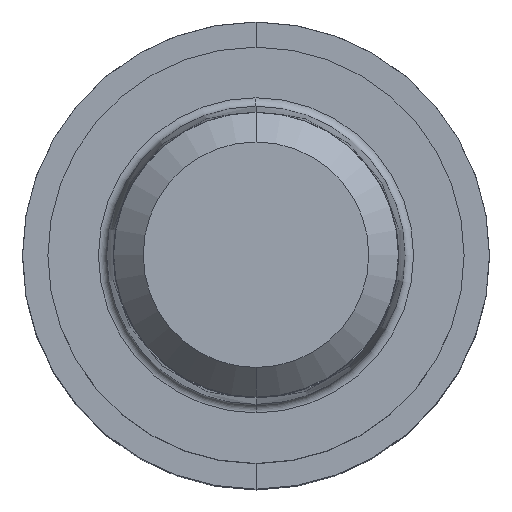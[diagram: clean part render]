
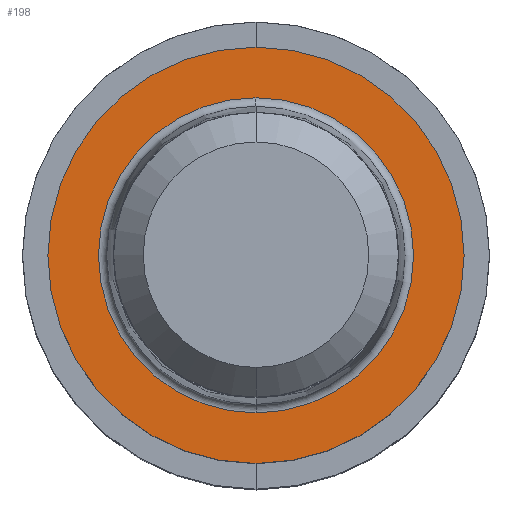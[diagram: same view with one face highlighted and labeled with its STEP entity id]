
A CAD part, top view. The second image highlights one B-rep face of the part: STEP entity #198.
In plain terms, the highlighted planar face has unit normal (0, 0, 1).
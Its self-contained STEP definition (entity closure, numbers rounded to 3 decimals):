
#192=EDGE_CURVE('',#382,#230,#483,.T.);
#198=ADVANCED_FACE('',(#490,#491),#492,.T.);
#230=VERTEX_POINT('',#528);
#258=VERTEX_POINT('',#558);
#294=EDGE_CURVE('',#302,#258,#599,.T.);
#302=VERTEX_POINT('',#608);
#376=EDGE_CURVE('',#258,#302,#692,.T.);
#382=VERTEX_POINT('',#699);
#420=EDGE_CURVE('',#230,#382,#745,.T.);
#483=CIRCLE('',#809,7.42);
#490=FACE_OUTER_BOUND('',#817,.T.);
#491=FACE_BOUND('',#818,.T.);
#492=PLANE('',#819);
#528=CARTESIAN_POINT('',(0.0,7.42,0.01));
#558=CARTESIAN_POINT('',(0.0,9.8,0.01));
#599=CIRCLE('',#957,9.8);
#608=CARTESIAN_POINT('',(0.,-9.8,0.01));
#692=CIRCLE('',#1072,9.8);
#699=CARTESIAN_POINT('',(0.,-7.42,0.01));
#745=CIRCLE('',#1141,7.42);
#809=AXIS2_PLACEMENT_3D('',#1188,#1189,#1190);
#817=EDGE_LOOP('',(#1203,#1204));
#818=EDGE_LOOP('',(#1205,#1206));
#819=AXIS2_PLACEMENT_3D('',#1207,#1208,#1209);
#957=AXIS2_PLACEMENT_3D('',#1340,#1341,#1342);
#1072=AXIS2_PLACEMENT_3D('',#1463,#1464,#1465);
#1141=AXIS2_PLACEMENT_3D('',#1546,#1547,#1548);
#1188=CARTESIAN_POINT('',(0.0,0.0,0.01));
#1189=DIRECTION('',(0.0,0.0,-1.0));
#1190=DIRECTION('',(0.0,1.0,0.0));
#1203=ORIENTED_EDGE('',*,*,#376,.F.);
#1204=ORIENTED_EDGE('',*,*,#294,.F.);
#1205=ORIENTED_EDGE('',*,*,#420,.T.);
#1206=ORIENTED_EDGE('',*,*,#192,.T.);
#1207=CARTESIAN_POINT('',(0.0,4.9,0.01));
#1208=DIRECTION('',(-0.0,0.0,1.0));
#1209=DIRECTION('',(0.0,-1.0,0.0));
#1340=CARTESIAN_POINT('',(0.0,0.0,0.01));
#1341=DIRECTION('',(0.0,0.0,-1.0));
#1342=DIRECTION('',(0.0,1.0,0.0));
#1463=CARTESIAN_POINT('',(0.0,0.0,0.01));
#1464=DIRECTION('',(0.0,0.0,-1.0));
#1465=DIRECTION('',(0.0,1.0,0.0));
#1546=CARTESIAN_POINT('',(0.0,0.0,0.01));
#1547=DIRECTION('',(0.0,0.0,-1.0));
#1548=DIRECTION('',(0.0,1.0,0.0));
